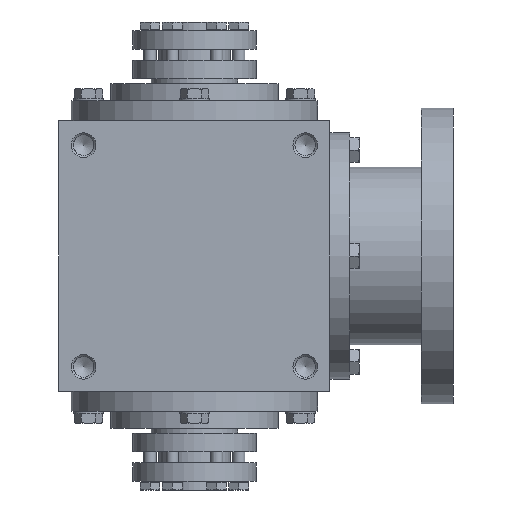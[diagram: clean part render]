
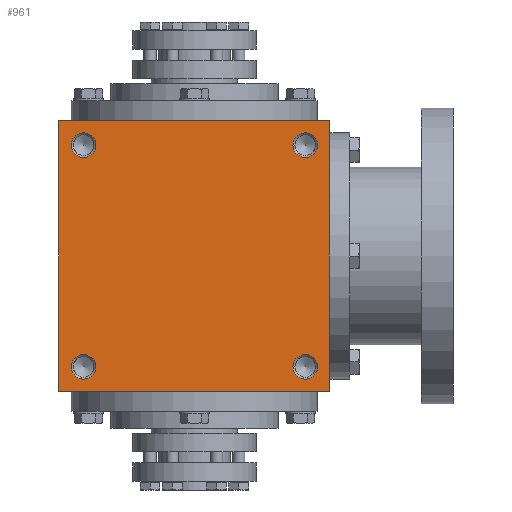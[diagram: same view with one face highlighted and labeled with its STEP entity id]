
A CAD part, front view. The second image highlights one B-rep face of the part: STEP entity #961.
In plain terms, the highlighted planar face has unit normal (0, -1, 0).
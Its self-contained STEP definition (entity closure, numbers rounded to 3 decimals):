
#961 = ADVANCED_FACE( '', ( #1991, #1992, #1993, #1994, #1995 ), #1996, .F. );
#1991 = FACE_BOUND( '', #3047, .T. );
#1992 = FACE_BOUND( '', #3048, .T. );
#1993 = FACE_BOUND( '', #3049, .T. );
#1994 = FACE_BOUND( '', #3050, .T. );
#1995 = FACE_OUTER_BOUND( '', #3051, .T. );
#1996 = PLANE( '', #3052 );
#3047 = EDGE_LOOP( '', ( #5021 ) );
#3048 = EDGE_LOOP( '', ( #5022 ) );
#3049 = EDGE_LOOP( '', ( #5023 ) );
#3050 = EDGE_LOOP( '', ( #5024 ) );
#3051 = EDGE_LOOP( '', ( #5025, #5026, #5027, #5028 ) );
#3052 = AXIS2_PLACEMENT_3D( '', #5029, #5030, #5031 );
#5021 = ORIENTED_EDGE( '', *, *, #6125, .T. );
#5022 = ORIENTED_EDGE( '', *, *, #6036, .T. );
#5023 = ORIENTED_EDGE( '', *, *, #5812, .F. );
#5024 = ORIENTED_EDGE( '', *, *, #5613, .F. );
#5025 = ORIENTED_EDGE( '', *, *, #5399, .T. );
#5026 = ORIENTED_EDGE( '', *, *, #5800, .F. );
#5027 = ORIENTED_EDGE( '', *, *, #5898, .F. );
#5028 = ORIENTED_EDGE( '', *, *, #6126, .T. );
#5029 = CARTESIAN_POINT( '', ( -55., -55., 55. ) );
#5030 = DIRECTION( '', ( 0., 1., 0. ) );
#5031 = DIRECTION( '', ( 0., 0., 1. ) );
#5399 = EDGE_CURVE( '', #6216, #6220, #6222, .T. );
#5613 = EDGE_CURVE( '', #6589, #6589, #6590, .T. );
#5800 = EDGE_CURVE( '', #6862, #6220, #6864, .T. );
#5812 = EDGE_CURVE( '', #6882, #6882, #6883, .T. );
#5898 = EDGE_CURVE( '', #7002, #6862, #7004, .T. );
#6036 = EDGE_CURVE( '', #7175, #7175, #7176, .T. );
#6125 = EDGE_CURVE( '', #7277, #7277, #7278, .T. );
#6126 = EDGE_CURVE( '', #7002, #6216, #7279, .T. );
#6216 = VERTEX_POINT( '', #7390 );
#6220 = VERTEX_POINT( '', #7396 );
#6222 = LINE( '', #7399, #7400 );
#6589 = VERTEX_POINT( '', #7931 );
#6590 = CIRCLE( '', #7932, 5. );
#6862 = VERTEX_POINT( '', #8363 );
#6864 = LINE( '', #8366, #8367 );
#6882 = VERTEX_POINT( '', #8391 );
#6883 = CIRCLE( '', #8392, 5. );
#7002 = VERTEX_POINT( '', #8563 );
#7004 = LINE( '', #8566, #8567 );
#7175 = VERTEX_POINT( '', #8841 );
#7176 = CIRCLE( '', #8842, 5. );
#7277 = VERTEX_POINT( '', #8979 );
#7278 = CIRCLE( '', #8980, 5. );
#7279 = LINE( '', #8981, #8982 );
#7390 = CARTESIAN_POINT( '', ( -55., -55., -55. ) );
#7396 = CARTESIAN_POINT( '', ( 55., -55., -55. ) );
#7399 = CARTESIAN_POINT( '', ( -55., -55., -55. ) );
#7400 = VECTOR( '', #9065, 1000. );
#7931 = CARTESIAN_POINT( '', ( 45., -55., 40. ) );
#7932 = AXIS2_PLACEMENT_3D( '', #9387, #9388, #9389 );
#8363 = CARTESIAN_POINT( '', ( 55., -55., 55. ) );
#8366 = CARTESIAN_POINT( '', ( 55., -55., 55. ) );
#8367 = VECTOR( '', #9631, 1000. );
#8391 = CARTESIAN_POINT( '', ( 45., -55., -50. ) );
#8392 = AXIS2_PLACEMENT_3D( '', #9648, #9649, #9650 );
#8563 = CARTESIAN_POINT( '', ( -55., -55., 55. ) );
#8566 = CARTESIAN_POINT( '', ( -55., -55., 55. ) );
#8567 = VECTOR( '', #9776, 1000. );
#8841 = CARTESIAN_POINT( '', ( -45., -55., 50. ) );
#8842 = AXIS2_PLACEMENT_3D( '', #9922, #9923, #9924 );
#8979 = CARTESIAN_POINT( '', ( -45., -55., -40. ) );
#8980 = AXIS2_PLACEMENT_3D( '', #10004, #10005, #10006 );
#8981 = CARTESIAN_POINT( '', ( -55., -55., 55. ) );
#8982 = VECTOR( '', #10007, 1000. );
#9065 = DIRECTION( '', ( 1., 0., 0. ) );
#9387 = CARTESIAN_POINT( '', ( 45., -55., 45. ) );
#9388 = DIRECTION( '', ( 0., -1., 0. ) );
#9389 = DIRECTION( '', ( 0., 0., -1. ) );
#9631 = DIRECTION( '', ( 0., 0., -1. ) );
#9648 = CARTESIAN_POINT( '', ( 45., -55., -45. ) );
#9649 = DIRECTION( '', ( 0., -1., 0. ) );
#9650 = DIRECTION( '', ( 0., 0., -1. ) );
#9776 = DIRECTION( '', ( 1., 0., 0. ) );
#9922 = CARTESIAN_POINT( '', ( -45., -55., 45. ) );
#9923 = DIRECTION( '', ( 0., 1., 0. ) );
#9924 = DIRECTION( '', ( 0., 0., 1. ) );
#10004 = CARTESIAN_POINT( '', ( -45., -55., -45. ) );
#10005 = DIRECTION( '', ( 0., 1., 0. ) );
#10006 = DIRECTION( '', ( 0., 0., 1. ) );
#10007 = DIRECTION( '', ( 0., 0., -1. ) );
